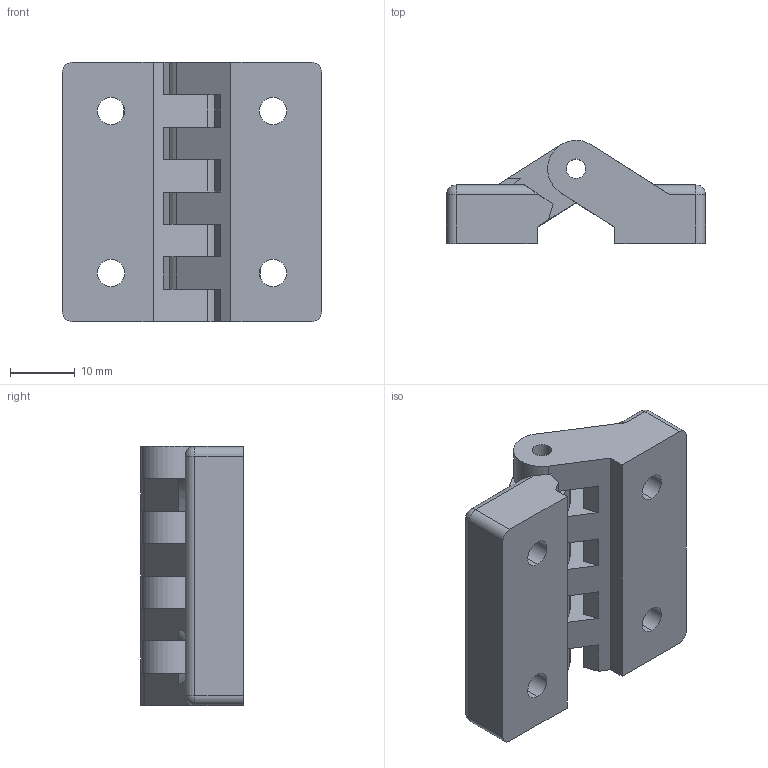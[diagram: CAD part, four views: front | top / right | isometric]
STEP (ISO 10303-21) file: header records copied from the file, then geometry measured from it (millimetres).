
FILE_DESCRIPTION (( 'STEP AP203' ), '1' );
FILE_NAME ('084.501.001.STEP', '2013-01-28T13:49:41', ( 'Alusic' ), ( 'Alusic' ), 'SwSTEP 2.0', 'SolidWorks 2011', '' );
FILE_SCHEMA (( 'CONFIG_CONTROL_DESIGN' ));
Length unit declared in the file: millimetre
Products named in the file (1): 084.501.001
Bounding box: 40 x 15.88 x 40 mm (x, y, z)
Volume: 13548.2 mm3; surface area: 7278.6 mm2
Topology: 2 solids, 2 shells, 114 faces, 326 edges, 208 vertices
Faces by surface type: plane 60, cylinder 42, cone 8, sphere 4
Entity records: 3817 total; most frequent: CARTESIAN_POINT 693, ORIENTED_EDGE 644, DIRECTION 636, EDGE_CURVE 322, AXIS2_PLACEMENT_3D 215, VERTEX_POINT 208, VECTOR 206, LINE 206
